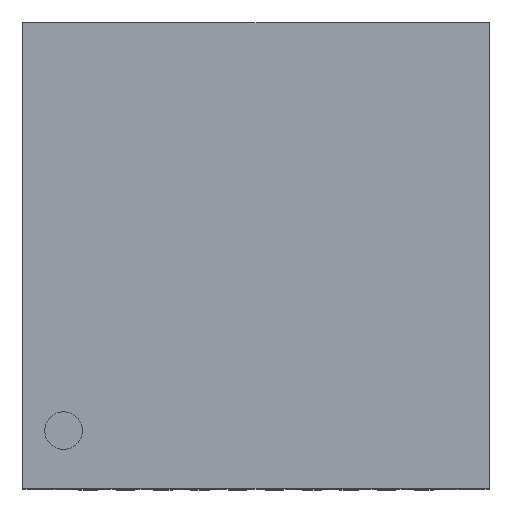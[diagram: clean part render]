
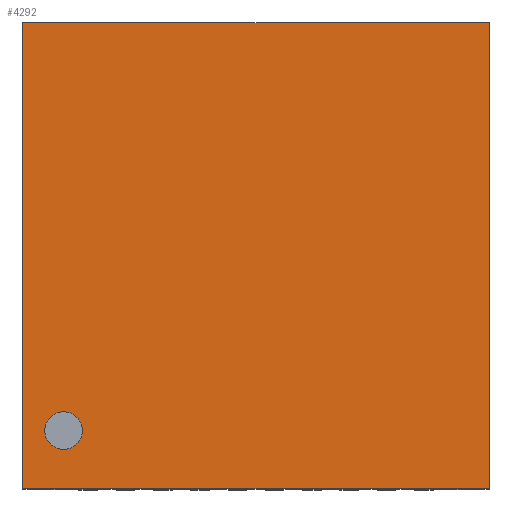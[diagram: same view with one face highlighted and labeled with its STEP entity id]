
A CAD part, top view. The second image highlights one B-rep face of the part: STEP entity #4292.
In plain terms, the highlighted planar face has unit normal (0, 0, 1).
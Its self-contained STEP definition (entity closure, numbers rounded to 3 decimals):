
#138 = VERTEX_POINT ( 'NONE', #3657 ) ;
#363 = EDGE_CURVE ( 'NONE', #4833, #7636, #5555, .T. ) ;
#769 = LINE ( 'NONE', #7945, #5886 ) ;
#797 = DIRECTION ( 'NONE',  ( 0., 0., 1. ) ) ;
#849 = DIRECTION ( 'NONE',  ( 1., 0., 0. ) ) ;
#1299 = EDGE_CURVE ( 'NONE', #5642, #10203, #8350, .T. ) ;
#1336 = CARTESIAN_POINT ( 'NONE',  ( -2.5, 2.5, 0.9 ) ) ;
#1583 = AXIS2_PLACEMENT_3D ( 'NONE', #8903, #8175, #5855 ) ;
#1982 = VECTOR ( 'NONE', #5190, 1000. ) ;
#2240 = CARTESIAN_POINT ( 'NONE',  ( 0., 0., 0.9 ) ) ;
#2350 = CARTESIAN_POINT ( 'NONE',  ( 2.5, 2.5, 0.9 ) ) ;
#2929 = VERTEX_POINT ( 'NONE', #2350 ) ;
#3071 = VECTOR ( 'NONE', #5263, 1000. ) ;
#3285 = ORIENTED_EDGE ( 'NONE', *, *, #1299, .F. ) ;
#3301 = ORIENTED_EDGE ( 'NONE', *, *, #8758, .T. ) ;
#3600 = LINE ( 'NONE', #5966, #1982 ) ;
#3657 = CARTESIAN_POINT ( 'NONE',  ( -2.5, 2.5, 0.9 ) ) ;
#3788 = ORIENTED_EDGE ( 'NONE', *, *, #9821, .T. ) ;
#3921 = DIRECTION ( 'NONE',  ( 0., -1., 0. ) ) ;
#3953 = DIRECTION ( 'NONE',  ( 1., 0., 0. ) ) ;
#4054 = CARTESIAN_POINT ( 'NONE',  ( -2.5, -2.5, 0.9 ) ) ;
#4132 = ORIENTED_EDGE ( 'NONE', *, *, #363, .T. ) ;
#4292 = ADVANCED_FACE ( 'NONE', ( #4618, #6004 ), #5280, .T. ) ;
#4305 = AXIS2_PLACEMENT_3D ( 'NONE', #2240, #6781, #10128 ) ;
#4441 = EDGE_LOOP ( 'NONE', ( #3285, #8967 ) ) ;
#4618 = FACE_BOUND ( 'NONE', #4441, .T. ) ;
#4787 = EDGE_CURVE ( 'NONE', #7636, #2929, #3600, .T. ) ;
#4833 = VERTEX_POINT ( 'NONE', #10096 ) ;
#4909 = CARTESIAN_POINT ( 'NONE',  ( -2.266, -1.875, 0.9 ) ) ;
#5190 = DIRECTION ( 'NONE',  ( 0., 1., 0. ) ) ;
#5263 = DIRECTION ( 'NONE',  ( -1., 0., 0. ) ) ;
#5280 = PLANE ( 'NONE',  #4305 ) ;
#5381 = CARTESIAN_POINT ( 'NONE',  ( -1.862, -1.875, 0.9 ) ) ;
#5555 = LINE ( 'NONE', #4054, #9781 ) ;
#5642 = VERTEX_POINT ( 'NONE', #5381 ) ;
#5855 = DIRECTION ( 'NONE',  ( 1., 0., 0. ) ) ;
#5886 = VECTOR ( 'NONE', #3921, 1000. ) ;
#5966 = CARTESIAN_POINT ( 'NONE',  ( 2.5, 2.5, 0.9 ) ) ;
#5979 = EDGE_CURVE ( 'NONE', #10203, #5642, #8389, .T. ) ;
#6004 = FACE_OUTER_BOUND ( 'NONE', #8864, .T. ) ;
#6781 = DIRECTION ( 'NONE',  ( 0., 0., 1. ) ) ;
#7274 = ORIENTED_EDGE ( 'NONE', *, *, #4787, .T. ) ;
#7636 = VERTEX_POINT ( 'NONE', #8381 ) ;
#7745 = LINE ( 'NONE', #1336, #3071 ) ;
#7945 = CARTESIAN_POINT ( 'NONE',  ( -2.5, 2.5, 0.9 ) ) ;
#8175 = DIRECTION ( 'NONE',  ( 0., 0., 1. ) ) ;
#8350 = CIRCLE ( 'NONE', #1583, 0.202 ) ;
#8381 = CARTESIAN_POINT ( 'NONE',  ( 2.5, -2.5, 0.9 ) ) ;
#8389 = CIRCLE ( 'NONE', #9380, 0.202 ) ;
#8758 = EDGE_CURVE ( 'NONE', #138, #4833, #769, .T. ) ;
#8864 = EDGE_LOOP ( 'NONE', ( #7274, #3788, #3301, #4132 ) ) ;
#8903 = CARTESIAN_POINT ( 'NONE',  ( -2.064, -1.875, 0.9 ) ) ;
#8967 = ORIENTED_EDGE ( 'NONE', *, *, #5979, .F. ) ;
#9222 = CARTESIAN_POINT ( 'NONE',  ( -2.064, -1.875, 0.9 ) ) ;
#9380 = AXIS2_PLACEMENT_3D ( 'NONE', #9222, #797, #3953 ) ;
#9781 = VECTOR ( 'NONE', #849, 1000. ) ;
#9821 = EDGE_CURVE ( 'NONE', #2929, #138, #7745, .T. ) ;
#10096 = CARTESIAN_POINT ( 'NONE',  ( -2.5, -2.5, 0.9 ) ) ;
#10128 = DIRECTION ( 'NONE',  ( 1., 0., 0. ) ) ;
#10203 = VERTEX_POINT ( 'NONE', #4909 ) ;
